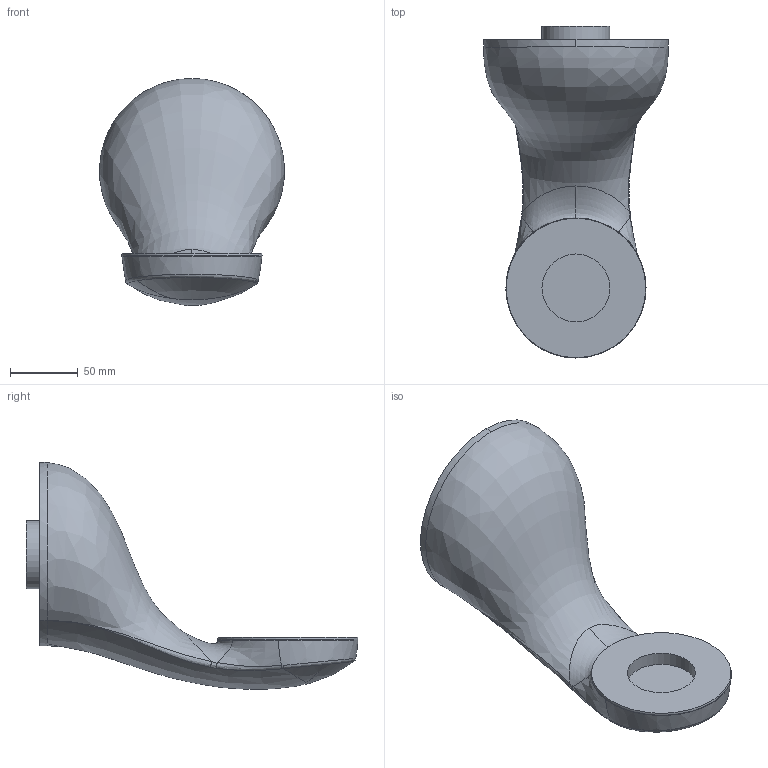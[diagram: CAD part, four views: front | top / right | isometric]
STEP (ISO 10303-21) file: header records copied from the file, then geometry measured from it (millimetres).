
FILE_DESCRIPTION(('HOOPS Exchange Step'),'2;1');
FILE_NAME('temp_export','2023-05-18T14:17:01+01:00',('jorgemartins'),('Shapr3D Limited'),'HOOPS Exchange 2022.2','Shapr3D','Authorized');
FILE_SCHEMA( ('AUTOMOTIVE_DESIGN { 1 0 10303 214 1 1 1 1 }') );
Length unit declared in the file: millimetre
Products named in the file (2): LBR Med 7 R800.stp; root
Assembly tree (1 placements, depth 2):
  root
    LBR Med 7 R800.stp
Bounding box: 135.86 x 244.01 x 166.98 mm (x, y, z)
Volume: 1214185.4 mm3; surface area: 85944.5 mm2
Topology: 1 solids, 1 shells, 33 faces, 75 edges, 43 vertices
Faces by surface type: bspline 16, cylinder 8, plane 5, torus 2, sphere 2
Full cylindrical faces by diameter (mm): 50 x2, 133 x1
Entity records: 9043 total; most frequent: CARTESIAN_POINT 8427, ORIENTED_EDGE 142, DIRECTION 78, EDGE_CURVE 71, B_SPLINE_CURVE_WITH_KNOTS 48, VERTEX_POINT 43, AXIS2_PLACEMENT_3D 37, EDGE_LOOP 36
